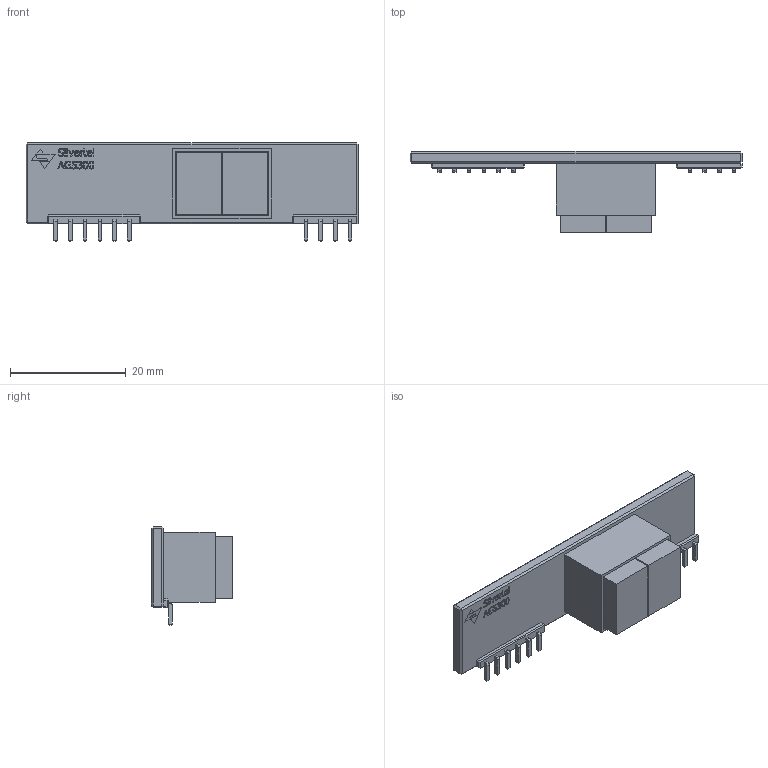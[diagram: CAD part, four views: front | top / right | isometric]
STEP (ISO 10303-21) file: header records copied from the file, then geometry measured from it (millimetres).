
FILE_DESCRIPTION( ( '' ), ' ' );
FILE_NAME( '5c1ebe468082eb169171251d.step', '2018-12-22T22:44:22', ( '' ), ( '' ), ' ', ' ', ' ' );
FILE_SCHEMA( ( 'AUTOMOTIVE_DESIGN { 1 0 10303 214 1 1 1 1 }' ) );
Length unit declared in the file: metre
Products named in the file (34): Open CASCADE STEP translator 6.8 6; Open CASCADE STEP translator 6.8 5; Open CASCADE STEP translator 6.8 4; Open CASCADE STEP translator 6.8 3; Open CASCADE STEP translator 6.8 2; Open CASCADE STEP translator 6.8 1
Bounding box: 57.3 x 14 x 17 mm (x, y, z)
Volume: 3981 mm3; surface area: 4317.6 mm2
Topology: 34 solids, 34 shells, 472 faces, 1148 edges, 745 vertices
Faces by surface type: plane 341, extrusion 118, cylinder 12, bspline 1
Entity records: 24503 total; most frequent: CARTESIAN_POINT 4035, ORIENTED_EDGE 2296, DIRECTION 1822, STYLED_ITEM 1620, PRESENTATION_STYLE_ASSIGNMENT 1620, COLOUR_RGB 1620, EDGE_CURVE 1148, CURVE_STYLE 1148
